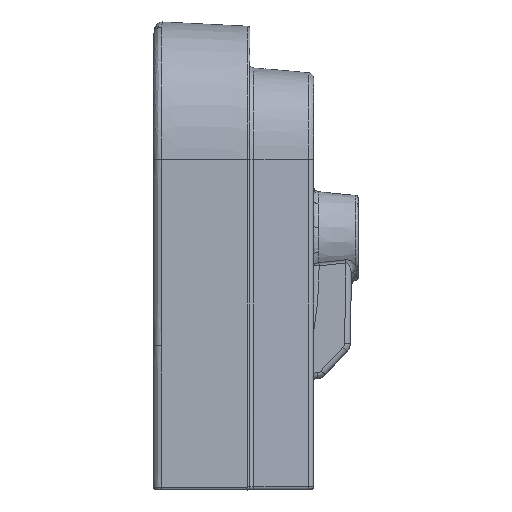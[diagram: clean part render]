
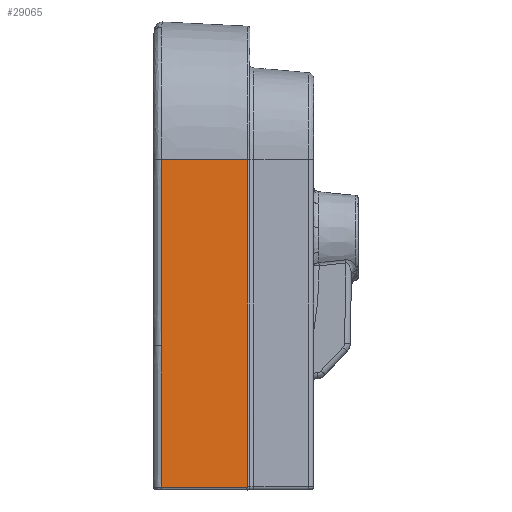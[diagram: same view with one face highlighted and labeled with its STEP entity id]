
A CAD part, left-side view. The second image highlights one B-rep face of the part: STEP entity #29065.
In plain terms, the highlighted free-form (B-spline) face has degree [5, 5] with [6, 7] control points.
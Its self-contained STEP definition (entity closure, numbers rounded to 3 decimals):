
#410 = CARTESIAN_POINT ( 'NONE',  ( -270., 0., 264.123 ) ) ;
#765 = VERTEX_POINT ( 'NONE', #23967 ) ;
#1594 = DIRECTION ( 'NONE',  ( 0., 0., 1. ) ) ;
#2749 = CARTESIAN_POINT ( 'NONE',  ( -269.2, -16., 277.725 ) ) ;
#2963 = CARTESIAN_POINT ( 'NONE',  ( -266.8, -64., 41.417 ) ) ;
#3169 = CARTESIAN_POINT ( 'NONE',  ( -270., 0., 153.184 ) ) ;
#3583 = CARTESIAN_POINT ( 'NONE',  ( -269.2, -16., 41.415 ) ) ;
#4177 = EDGE_LOOP ( 'NONE', ( #4875, #22546, #13949, #32396, #25515, #5390 ) ) ;
#4519 = EDGE_CURVE ( 'NONE', #23538, #32973, #18280, .T. ) ;
#4875 = ORIENTED_EDGE ( 'NONE', *, *, #7055, .T. ) ;
#5014 = CARTESIAN_POINT ( 'NONE',  ( -266.095, -78.1, 275. ) ) ;
#5390 = ORIENTED_EDGE ( 'NONE', *, *, #4519, .T. ) ;
#5783 = DIRECTION ( 'NONE',  ( 0., 0., 1. ) ) ;
#5905 = CARTESIAN_POINT ( 'NONE',  ( -266.132, -77.358, 2.031 ) ) ;
#5918 = CARTESIAN_POINT ( 'NONE',  ( -270., 0., -0.73 ) ) ;
#6134 = CARTESIAN_POINT ( 'NONE',  ( -269.2, -16., 97.174 ) ) ;
#6341 = CARTESIAN_POINT ( 'NONE',  ( -267.6, -48., 41.416 ) ) ;
#6549 = CARTESIAN_POINT ( 'NONE',  ( -268.4, -32., 152.87 ) ) ;
#7055 = EDGE_CURVE ( 'NONE', #32973, #765, #12147, .T. ) ;
#7822 = CARTESIAN_POINT ( 'NONE',  ( -269.685, -6.3, 120. ) ) ;
#8401 = EDGE_CURVE ( 'NONE', #26376, #17891, #23836, .T. ) ;
#8678 = CARTESIAN_POINT ( 'NONE',  ( -266.138, -77.23, 2.006 ) ) ;
#9107 = CARTESIAN_POINT ( 'NONE',  ( -268.4, -32., 41.416 ) ) ;
#9313 = CARTESIAN_POINT ( 'NONE',  ( -267.6, -48., 208.518 ) ) ;
#9947 = CARTESIAN_POINT ( 'NONE',  ( -270., 0., 277.73 ) ) ;
#10720 = DIRECTION ( 'NONE',  ( 0.05, -0.999, 0. ) ) ;
#12147 = LINE ( 'NONE', #21908, #32002 ) ;
#12473 = CARTESIAN_POINT ( 'NONE',  ( -266.095, -78.1, 2.915 ) ) ;
#12682 = CARTESIAN_POINT ( 'NONE',  ( -266.095, -78.1, 3. ) ) ;
#12697 = CARTESIAN_POINT ( 'NONE',  ( -266., -80., 152.4 ) ) ;
#13949 = ORIENTED_EDGE ( 'NONE', *, *, #26630, .F. ) ;
#14714 = VECTOR ( 'NONE', #34204, 1000. ) ;
#14752 = LINE ( 'NONE', #40771, #14714 ) ;
#15665 = CARTESIAN_POINT ( 'NONE',  ( -269.2, -16., 264.144 ) ) ;
#15876 = CARTESIAN_POINT ( 'NONE',  ( -266.8, -64., -0.73 ) ) ;
#16085 = CARTESIAN_POINT ( 'NONE',  ( -270., 0., 97.22 ) ) ;
#16931 = CARTESIAN_POINT ( 'NONE',  ( -266., -80., 41.417 ) ) ;
#17339 = B_SPLINE_SURFACE_WITH_KNOTS ( 'NONE', 5, 5, ( 
 ( #9947, #410, #34910, #3169, #16085, #41476, #5918 ),
 ( #2749, #15665, #31935, #28988, #6134, #3583, #25194 ),
 ( #22454, #32562, #25403, #6549, #38292, #9107, #41897 ),
 ( #18844, #25818, #9313, #38709, #22245, #6341, #22663 ),
 ( #22869, #19054, #35546, #19479, #32352, #2963, #15876 ),
 ( #35752, #28773, #41686, #12697, #25610, #16931, #19910 ) ),
 .UNSPECIFIED., .F., .F., .F.,
 ( 6, 6 ),
 ( 6, 1, 6 ),
 ( 0., 1. ),
 ( 0.594, 0.693, 1.001 ),
 .UNSPECIFIED. ) ;
#17891 = VERTEX_POINT ( 'NONE', #7822 ) ;
#18280 = B_SPLINE_CURVE_WITH_KNOTS ( 'NONE', 3,
 ( #35111, #28549, #8678, #5905, #25391, #31512, #18415, #34486, #31304, #41673, #12473, #12682 ),
 .UNSPECIFIED., .F., .F.,
 ( 4, 1, 1, 1, 1, 1, 1, 1, 1, 4 ),
 ( 0., 0.111, 0.222, 0.333, 0.444, 0.556, 0.667, 0.778, 0.889, 1. ),
 .UNSPECIFIED. ) ;
#18415 = CARTESIAN_POINT ( 'NONE',  ( -266.111, -77.771, 2.251 ) ) ;
#18556 = CARTESIAN_POINT ( 'NONE',  ( -267.292, -54.166, 275. ) ) ;
#18844 = CARTESIAN_POINT ( 'NONE',  ( -267.6, -48., 277.715 ) ) ;
#19054 = CARTESIAN_POINT ( 'NONE',  ( -266.8, -64., 264.206 ) ) ;
#19479 = CARTESIAN_POINT ( 'NONE',  ( -266.8, -64., 152.557 ) ) ;
#19874 = B_SPLINE_CURVE_WITH_KNOTS ( 'NONE', 3,
 ( #40567, #37590, #18556, #5014 ),
 .UNSPECIFIED., .F., .F.,
 ( 4, 4 ),
 ( 0., 1. ),
 .UNSPECIFIED. ) ;
#19910 = CARTESIAN_POINT ( 'NONE',  ( -266., -80., -0.73 ) ) ;
#20051 = CARTESIAN_POINT ( 'NONE',  ( -269.685, -6.3, 2. ) ) ;
#20872 = CARTESIAN_POINT ( 'NONE',  ( -269.685, -6.3, 2. ) ) ;
#21908 = CARTESIAN_POINT ( 'NONE',  ( -266.095, -78.1, 3. ) ) ;
#22245 = CARTESIAN_POINT ( 'NONE',  ( -267.6, -48., 97.082 ) ) ;
#22421 = CARTESIAN_POINT ( 'NONE',  ( -269.685, -6.3, 2. ) ) ;
#22454 = CARTESIAN_POINT ( 'NONE',  ( -268.4, -32., 277.72 ) ) ;
#22546 = ORIENTED_EDGE ( 'NONE', *, *, #26707, .F. ) ;
#22663 = CARTESIAN_POINT ( 'NONE',  ( -267.6, -48., -0.73 ) ) ;
#22869 = CARTESIAN_POINT ( 'NONE',  ( -266.8, -64., 277.71 ) ) ;
#23030 = VECTOR ( 'NONE', #10720, 1000. ) ;
#23311 = CARTESIAN_POINT ( 'NONE',  ( -266.145, -77.1, 2. ) ) ;
#23538 = VERTEX_POINT ( 'NONE', #23311 ) ;
#23836 = LINE ( 'NONE', #20872, #30003 ) ;
#23967 = CARTESIAN_POINT ( 'NONE',  ( -266.095, -78.1, 275. ) ) ;
#24578 = CARTESIAN_POINT ( 'NONE',  ( -269.685, -6.3, 275. ) ) ;
#25194 = CARTESIAN_POINT ( 'NONE',  ( -269.2, -16., -0.73 ) ) ;
#25391 = CARTESIAN_POINT ( 'NONE',  ( -266.125, -77.493, 2.077 ) ) ;
#25403 = CARTESIAN_POINT ( 'NONE',  ( -268.4, -32., 208.454 ) ) ;
#25515 = ORIENTED_EDGE ( 'NONE', *, *, #36808, .T. ) ;
#25610 = CARTESIAN_POINT ( 'NONE',  ( -266., -80., 96.99 ) ) ;
#25818 = CARTESIAN_POINT ( 'NONE',  ( -267.6, -48., 264.185 ) ) ;
#26376 = VERTEX_POINT ( 'NONE', #22421 ) ;
#26630 = EDGE_CURVE ( 'NONE', #17891, #40558, #14752, .T. ) ;
#26707 = EDGE_CURVE ( 'NONE', #40558, #765, #19874, .T. ) ;
#28549 = CARTESIAN_POINT ( 'NONE',  ( -266.143, -77.143, 2. ) ) ;
#28773 = CARTESIAN_POINT ( 'NONE',  ( -266., -80., 264.226 ) ) ;
#28988 = CARTESIAN_POINT ( 'NONE',  ( -269.2, -16., 153.027 ) ) ;
#29065 = ADVANCED_FACE ( 'NONE', ( #32142 ), #17339, .F. ) ;
#29338 = LINE ( 'NONE', #20051, #23030 ) ;
#30003 = VECTOR ( 'NONE', #1594, 1000. ) ;
#31304 = CARTESIAN_POINT ( 'NONE',  ( -266.1, -78.004, 2.557 ) ) ;
#31512 = CARTESIAN_POINT ( 'NONE',  ( -266.118, -77.632, 2.148 ) ) ;
#31935 = CARTESIAN_POINT ( 'NONE',  ( -269.2, -16., 208.39 ) ) ;
#32002 = VECTOR ( 'NONE', #5783, 1000. ) ;
#32142 = FACE_OUTER_BOUND ( 'NONE', #4177, .T. ) ;
#32352 = CARTESIAN_POINT ( 'NONE',  ( -266.8, -64., 97.036 ) ) ;
#32396 = ORIENTED_EDGE ( 'NONE', *, *, #8401, .F. ) ;
#32562 = CARTESIAN_POINT ( 'NONE',  ( -268.4, -32., 264.164 ) ) ;
#32785 = CARTESIAN_POINT ( 'NONE',  ( -266.095, -78.1, 3. ) ) ;
#32973 = VERTEX_POINT ( 'NONE', #32785 ) ;
#34204 = DIRECTION ( 'NONE',  ( 0., 0., 1. ) ) ;
#34486 = CARTESIAN_POINT ( 'NONE',  ( -266.105, -77.9, 2.39 ) ) ;
#34910 = CARTESIAN_POINT ( 'NONE',  ( -270., 0., 208.326 ) ) ;
#35111 = CARTESIAN_POINT ( 'NONE',  ( -266.145, -77.1, 2. ) ) ;
#35546 = CARTESIAN_POINT ( 'NONE',  ( -266.8, -64., 208.582 ) ) ;
#35752 = CARTESIAN_POINT ( 'NONE',  ( -266., -80., 277.706 ) ) ;
#36808 = EDGE_CURVE ( 'NONE', #26376, #23538, #29338, .T. ) ;
#37590 = CARTESIAN_POINT ( 'NONE',  ( -268.488, -30.233, 275. ) ) ;
#38292 = CARTESIAN_POINT ( 'NONE',  ( -268.4, -32., 97.128 ) ) ;
#38709 = CARTESIAN_POINT ( 'NONE',  ( -267.6, -48., 152.714 ) ) ;
#40558 = VERTEX_POINT ( 'NONE', #24578 ) ;
#40567 = CARTESIAN_POINT ( 'NONE',  ( -269.685, -6.3, 275. ) ) ;
#40771 = CARTESIAN_POINT ( 'NONE',  ( -269.685, -6.3, 120. ) ) ;
#41476 = CARTESIAN_POINT ( 'NONE',  ( -270., 0., 41.415 ) ) ;
#41673 = CARTESIAN_POINT ( 'NONE',  ( -266.096, -78.078, 2.757 ) ) ;
#41686 = CARTESIAN_POINT ( 'NONE',  ( -266., -80., 208.647 ) ) ;
#41897 = CARTESIAN_POINT ( 'NONE',  ( -268.4, -32., -0.73 ) ) ;
